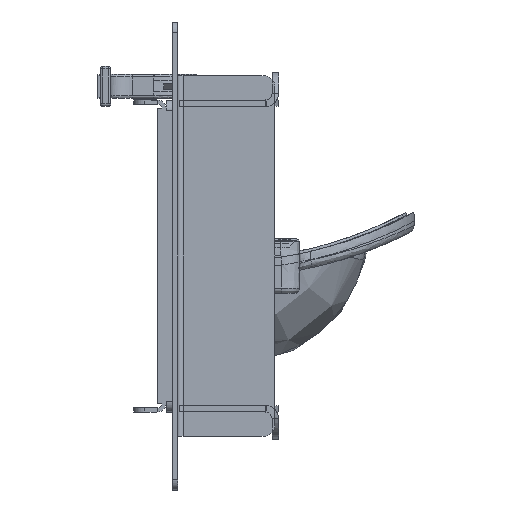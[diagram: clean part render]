
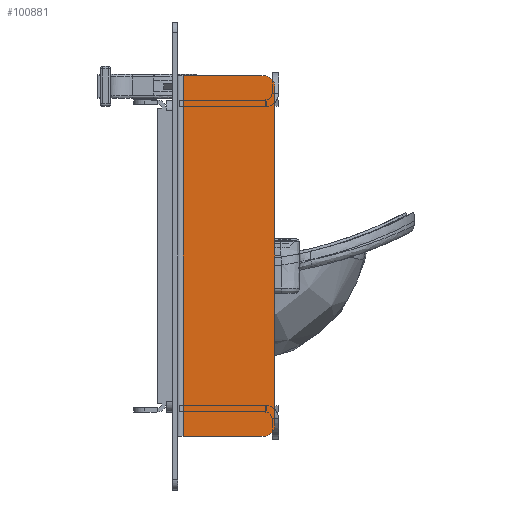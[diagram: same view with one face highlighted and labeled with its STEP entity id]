
A CAD part, left-side view. The second image highlights one B-rep face of the part: STEP entity #100881.
In plain terms, the highlighted planar face has unit normal (-1, 0, 0).
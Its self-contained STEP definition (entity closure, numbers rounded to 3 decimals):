
#100626=DIRECTION(' ',(-1.,0.,-0.));
#100631=CARTESIAN_POINT(' ',(0.,0.,33.5));
#100636=DIRECTION(' ',(0.,1.,0.));
#100641=AXIS2_PLACEMENT_3D(' ',#100631,#100626,#100636);
#100646=PLANE('',#100641);
#100651=CARTESIAN_POINT(' ',(0.,2.,31.5));
#100656=DIRECTION(' ',(-1.,0.,0.));
#100661=DIRECTION(' ',(0.,-1.,0.));
#100666=AXIS2_PLACEMENT_3D(' ',#100651,#100656,#100661);
#100671=CIRCLE('',#100666,2.);
#100676=CARTESIAN_POINT(' ',(0.,0.,31.5));
#100677=VERTEX_POINT(' ',#100676);
#100681=CARTESIAN_POINT(' ',(0.,2.,33.5));
#100682=VERTEX_POINT(' ',#100681);
#100686=EDGE_CURVE(' ',#100677,#100682,#100671,.T.);
#100691=ORIENTED_EDGE(' ',*,*,#100686,.T.);
#100696=CARTESIAN_POINT(' ',(0.,17.,33.5));
#100701=DIRECTION(' ',(0.,-1.,0.));
#100706=VECTOR(' ',#100701,1.);
#100711=LINE('',#100696,#100706);
#100716=CARTESIAN_POINT(' ',(0.,17.,33.5));
#100717=VERTEX_POINT(' ',#100716);
#100721=EDGE_CURVE(' ',#100717,#100682,#100711,.T.);
#100726=ORIENTED_EDGE(' ',*,*,#100721,.F.);
#100731=CARTESIAN_POINT(' ',(0.,17.,33.5));
#100736=DIRECTION(' ',(0.,0.,-1.));
#100741=VECTOR(' ',#100736,1.);
#100746=LINE('',#100731,#100741);
#100751=CARTESIAN_POINT(' ',(0.,17.,-33.5));
#100752=VERTEX_POINT(' ',#100751);
#100756=EDGE_CURVE(' ',#100717,#100752,#100746,.T.);
#100761=ORIENTED_EDGE(' ',*,*,#100756,.T.);
#100766=CARTESIAN_POINT(' ',(0.,17.,-33.5));
#100771=DIRECTION(' ',(0.,-1.,0.));
#100776=VECTOR(' ',#100771,1.);
#100781=LINE('',#100766,#100776);
#100786=CARTESIAN_POINT(' ',(0.,2.,-33.5));
#100787=VERTEX_POINT(' ',#100786);
#100791=EDGE_CURVE(' ',#100752,#100787,#100781,.T.);
#100796=ORIENTED_EDGE(' ',*,*,#100791,.T.);
#100801=CARTESIAN_POINT(' ',(0.,2.,-31.5));
#100806=DIRECTION(' ',(1.,0.,0.));
#100811=DIRECTION(' ',(0.,-1.,0.));
#100816=AXIS2_PLACEMENT_3D(' ',#100801,#100806,#100811);
#100821=CIRCLE('',#100816,2.);
#100826=CARTESIAN_POINT(' ',(0.,0.,-31.5));
#100827=VERTEX_POINT(' ',#100826);
#100831=EDGE_CURVE(' ',#100827,#100787,#100821,.T.);
#100836=ORIENTED_EDGE(' ',*,*,#100831,.F.);
#100841=CARTESIAN_POINT(' ',(0.,0.,-31.5));
#100846=DIRECTION(' ',(0.,0.,1.));
#100851=VECTOR(' ',#100846,1.);
#100856=LINE('',#100841,#100851);
#100861=EDGE_CURVE(' ',#100827,#100677,#100856,.T.);
#100866=ORIENTED_EDGE(' ',*,*,#100861,.T.);
#100871=EDGE_LOOP(' ',(#100691,#100726,#100761,#100796,#100836,#100866));
#100876=FACE_OUTER_BOUND(' ',#100871,.T.);
#100881=ADVANCED_FACE('',(#100876),#100646,.T.);
